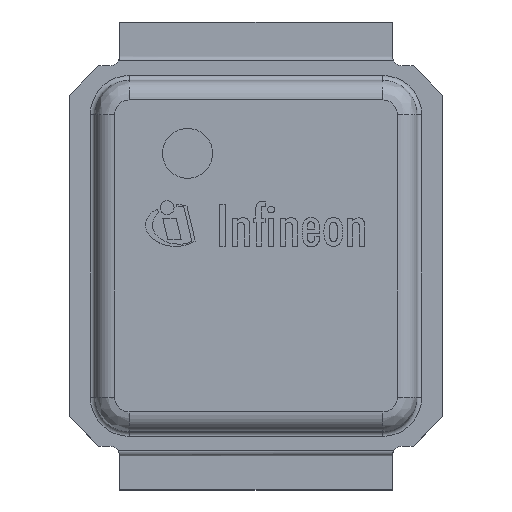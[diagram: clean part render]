
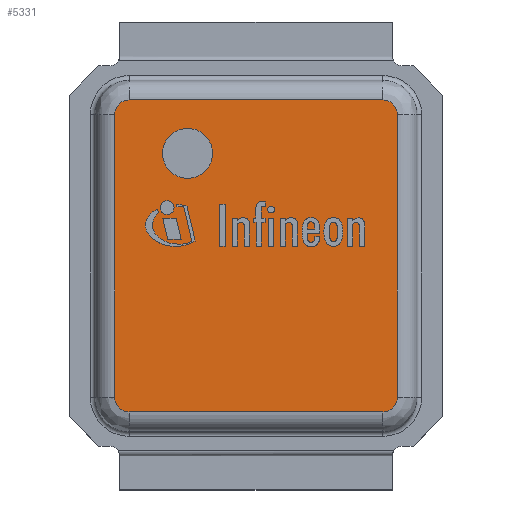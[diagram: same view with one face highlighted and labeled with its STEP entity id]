
A CAD part, top view. The second image highlights one B-rep face of the part: STEP entity #5331.
In plain terms, the highlighted planar face has unit normal (0, 0, 1).
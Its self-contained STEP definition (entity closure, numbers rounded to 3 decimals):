
#41=FACE_BOUND($,#1966,.T.);
#42=FACE_BOUND($,#1967,.T.);
#67=PLANE($,#5734);
#281=LINE($,#8873,#712);
#283=LINE($,#8893,#714);
#285=LINE($,#8911,#716);
#286=LINE($,#8925,#717);
#712=VECTOR($,#6571,2.9);
#714=VECTOR($,#6583,2.6);
#716=VECTOR($,#6595,2.9);
#717=VECTOR($,#6602,2.6);
#1088=CIRCLE($,#5672,0.256);
#1113=CIRCLE($,#5715,0.15);
#1116=CIRCLE($,#5719,0.15);
#1120=CIRCLE($,#5724,0.15);
#1124=CIRCLE($,#5729,0.15);
#1966=EDGE_LOOP($,(#3963));
#1967=EDGE_LOOP($,(#3964,#3965,#3966,#3967,#3968,#3969,#3970,#3971));
#2333=VERTEX_POINT($,#8666);
#2382=VERTEX_POINT($,#8864);
#2383=VERTEX_POINT($,#8866);
#2385=VERTEX_POINT($,#8871);
#2387=VERTEX_POINT($,#8885);
#2389=VERTEX_POINT($,#8891);
#2390=VERTEX_POINT($,#8904);
#2391=VERTEX_POINT($,#8909);
#2392=VERTEX_POINT($,#8921);
#2904=EDGE_CURVE($,#2333,#2333,#1088,.T.);
#2974=EDGE_CURVE($,#2383,#2382,#1113,.T.);
#2976=EDGE_CURVE($,#2385,#2383,#281,.T.);
#2979=EDGE_CURVE($,#2387,#2385,#1116,.T.);
#2982=EDGE_CURVE($,#2389,#2387,#283,.T.);
#2985=EDGE_CURVE($,#2390,#2389,#1120,.T.);
#2988=EDGE_CURVE($,#2391,#2390,#285,.T.);
#2990=EDGE_CURVE($,#2392,#2391,#1124,.T.);
#2991=EDGE_CURVE($,#2382,#2392,#286,.T.);
#3963=ORIENTED_EDGE($,*,*,#2904,.F.);
#3964=ORIENTED_EDGE($,*,*,#2974,.F.);
#3965=ORIENTED_EDGE($,*,*,#2976,.F.);
#3966=ORIENTED_EDGE($,*,*,#2979,.F.);
#3967=ORIENTED_EDGE($,*,*,#2982,.F.);
#3968=ORIENTED_EDGE($,*,*,#2985,.F.);
#3969=ORIENTED_EDGE($,*,*,#2988,.F.);
#3970=ORIENTED_EDGE($,*,*,#2990,.F.);
#3971=ORIENTED_EDGE($,*,*,#2991,.F.);
#5331=ADVANCED_FACE($,(#41,#42),#67,.T.);
#5672=AXIS2_PLACEMENT_3D($,#8667,#6440,#6441);
#5715=AXIS2_PLACEMENT_3D($,#8868,#6565,#6566);
#5719=AXIS2_PLACEMENT_3D($,#8887,#6575,#6576);
#5724=AXIS2_PLACEMENT_3D($,#8906,#6587,#6588);
#5729=AXIS2_PLACEMENT_3D($,#8923,#6598,#6599);
#5734=AXIS2_PLACEMENT_3D($,#8932,#6612,#6613);
#6440=DIRECTION('center_axis',(0.,0.,1.));
#6441=DIRECTION('ref_axis',(-1.,0.,0.));
#6565=DIRECTION('center_axis',(0.,0.,-1.));
#6566=DIRECTION('ref_axis',(0.707,-0.707,0.));
#6571=DIRECTION($,(0.,-1.,0.));
#6575=DIRECTION('center_axis',(0.,0.,-1.));
#6576=DIRECTION('ref_axis',(0.707,0.707,0.));
#6583=DIRECTION($,(1.,0.,0.));
#6587=DIRECTION('center_axis',(0.,0.,-1.));
#6588=DIRECTION('ref_axis',(-0.707,0.707,0.));
#6595=DIRECTION($,(0.,1.,0.));
#6598=DIRECTION('center_axis',(0.,0.,-1.));
#6599=DIRECTION('ref_axis',(-0.707,-0.707,0.));
#6602=DIRECTION($,(-1.,0.,0.));
#6612=DIRECTION('center_axis',(0.,0.,1.));
#6613=DIRECTION('ref_axis',(0.,-1.,0.));
#8666=CARTESIAN_POINT('',(-0.446,1.052,0.645));
#8667=CARTESIAN_POINT('Origin',(-0.702,1.052,0.645));
#8864=CARTESIAN_POINT('',(1.3,-1.6,0.645));
#8866=CARTESIAN_POINT('',(1.45,-1.45,0.645));
#8868=CARTESIAN_POINT('Origin',(1.3,-1.45,0.645));
#8871=CARTESIAN_POINT('',(1.45,1.45,0.645));
#8873=CARTESIAN_POINT($,(1.45,1.75,0.645));
#8885=CARTESIAN_POINT('',(1.3,1.6,0.645));
#8887=CARTESIAN_POINT('Origin',(1.3,1.45,0.645));
#8891=CARTESIAN_POINT('',(-1.3,1.6,0.645));
#8893=CARTESIAN_POINT($,(-0.65,1.6,0.645));
#8904=CARTESIAN_POINT('',(-1.45,1.45,0.645));
#8906=CARTESIAN_POINT('Origin',(-1.3,1.45,0.645));
#8909=CARTESIAN_POINT('',(-1.45,-1.45,0.645));
#8911=CARTESIAN_POINT($,(-1.45,0.3,0.645));
#8921=CARTESIAN_POINT('',(-1.3,-1.6,0.645));
#8923=CARTESIAN_POINT('Origin',(-1.3,-1.45,0.645));
#8925=CARTESIAN_POINT($,(0.65,-1.6,0.645));
#8932=CARTESIAN_POINT('Origin',(0.,2.05,0.645));
